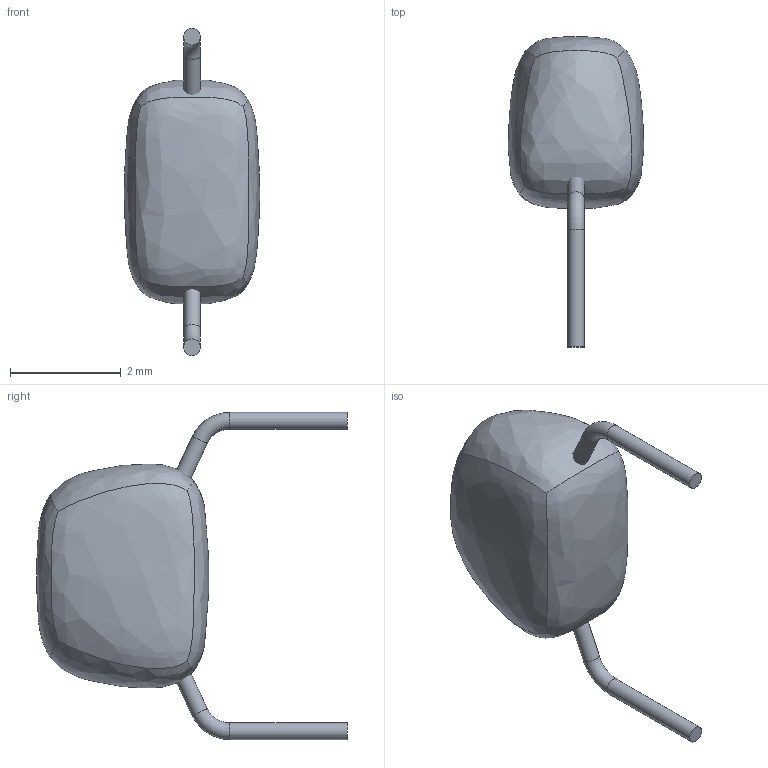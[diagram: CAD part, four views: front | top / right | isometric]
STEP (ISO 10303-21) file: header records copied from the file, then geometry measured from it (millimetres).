
FILE_DESCRIPTION(/* description */ (''),/* implementation_level */ '2;1');
FILE_NAME(/* name */ 'Ceramic capacitor v2.step',/* time_stamp */ '2025-06-30T09:29:50+02:00',/* author */ (''),/* organization */ (''),/* preprocessor_version */ 'ST-DEVELOPER v20.1',/* originating_system */ 'Autodesk Translation Framework v14.10.0.0',/* authorisation */ '');
FILE_SCHEMA (('AUTOMOTIVE_DESIGN { 1 0 10303 214 3 1 1 }'));
Length unit declared in the file: millimetre
Products named in the file (3): Ceramic capacitor; body; pins
Assembly tree (2 placements, depth 2):
  Ceramic capacitor
    body
    pins
Bounding box: 2.44 x 5.6 x 5.9 mm (x, y, z)
Volume: 22.4 mm3; surface area: 47.2 mm2
Topology: 3 solids, 3 shells, 16 faces, 30 edges, 20 vertices
Faces by surface type: bspline 6, cylinder 4, plane 4, torus 2
Full cylindrical faces by diameter (mm): 0.3 x4
Entity records: 1609 total; most frequent: CARTESIAN_POINT 1223, DIRECTION 62, ORIENTED_EDGE 60, EDGE_CURVE 30, AXIS2_PLACEMENT_3D 29, VERTEX_POINT 20, FACE_OUTER_BOUND 16, EDGE_LOOP 16
